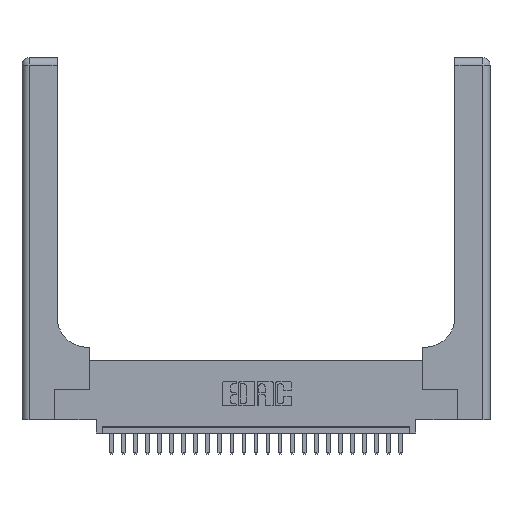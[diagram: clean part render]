
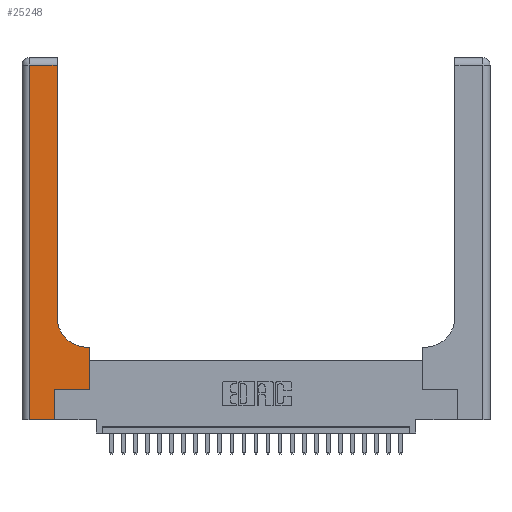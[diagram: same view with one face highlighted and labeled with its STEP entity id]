
A CAD part, top view. The second image highlights one B-rep face of the part: STEP entity #25248.
In plain terms, the highlighted planar face has unit normal (0, 0, 1).
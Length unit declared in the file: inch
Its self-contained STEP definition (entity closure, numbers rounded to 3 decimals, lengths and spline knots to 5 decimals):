
#742 = CARTESIAN_POINT ( 'NONE',  ( 0., 2.94, 0.37 ) ) ;
#798 = VECTOR ( 'NONE', #4921, 39.37008 ) ;
#986 = CARTESIAN_POINT ( 'NONE',  ( 0.06, 3., 0.37 ) ) ;
#1469 = LINE ( 'NONE', #19522, #10744 ) ;
#1640 = EDGE_CURVE ( 'NONE', #18015, #11913, #21780, .T. ) ;
#1868 = LINE ( 'NONE', #742, #9227 ) ;
#2490 = DIRECTION ( 'NONE',  ( 1., 0., 0. ) ) ;
#3207 = CARTESIAN_POINT ( 'NONE',  ( 0.2915, 0.85, 0.37 ) ) ;
#3339 = EDGE_CURVE ( 'NONE', #20193, #4118, #1469, .T. ) ;
#3540 = DIRECTION ( 'NONE',  ( -1., 0., 0. ) ) ;
#3754 = EDGE_CURVE ( 'NONE', #9635, #20193, #25177, .T. ) ;
#3983 = LINE ( 'NONE', #15262, #798 ) ;
#4118 = VERTEX_POINT ( 'NONE', #21509 ) ;
#4319 = ORIENTED_EDGE ( 'NONE', *, *, #1640, .T. ) ;
#4751 = DIRECTION ( 'NONE',  ( 0., 0., -1. ) ) ;
#4921 = DIRECTION ( 'NONE',  ( 0., 1., 0. ) ) ;
#5353 = CARTESIAN_POINT ( 'NONE',  ( 0.269, 0.25, 0.37 ) ) ;
#5603 = EDGE_CURVE ( 'NONE', #11913, #10362, #26340, .T. ) ;
#5671 = CARTESIAN_POINT ( 'NONE',  ( 0.5585, 0.25, 0.37 ) ) ;
#7501 = EDGE_LOOP ( 'NONE', ( #11792, #25648, #20037, #8018, #25833, #4319, #9285, #12669, #9186 ) ) ;
#8018 = ORIENTED_EDGE ( 'NONE', *, *, #3339, .T. ) ;
#8175 = VECTOR ( 'NONE', #18872, 39.37008 ) ;
#8810 = CARTESIAN_POINT ( 'NONE',  ( 0.2915, 3., 0.37 ) ) ;
#9186 = ORIENTED_EDGE ( 'NONE', *, *, #13680, .T. ) ;
#9227 = VECTOR ( 'NONE', #14896, 39.37008 ) ;
#9240 = LINE ( 'NONE', #9730, #24660 ) ;
#9285 = ORIENTED_EDGE ( 'NONE', *, *, #5603, .T. ) ;
#9635 = VERTEX_POINT ( 'NONE', #12905 ) ;
#9730 = CARTESIAN_POINT ( 'NONE',  ( 0.2915, 0.6, 0.37 ) ) ;
#9975 = EDGE_CURVE ( 'NONE', #17626, #9635, #1868, .T. ) ;
#10362 = VERTEX_POINT ( 'NONE', #26432 ) ;
#10710 = DIRECTION ( 'NONE',  ( 0., 0., -1. ) ) ;
#10744 = VECTOR ( 'NONE', #2490, 39.37008 ) ;
#10813 = DIRECTION ( 'NONE',  ( 0., 1., 0. ) ) ;
#11156 = EDGE_CURVE ( 'NONE', #22349, #17626, #25545, .T. ) ;
#11780 = VECTOR ( 'NONE', #10813, 39.37008 ) ;
#11792 = ORIENTED_EDGE ( 'NONE', *, *, #11156, .T. ) ;
#11913 = VERTEX_POINT ( 'NONE', #5671 ) ;
#12146 = EDGE_CURVE ( 'NONE', #4118, #18015, #3983, .T. ) ;
#12669 = ORIENTED_EDGE ( 'NONE', *, *, #20868, .T. ) ;
#12905 = CARTESIAN_POINT ( 'NONE',  ( 0.06, 2.94, 0.37 ) ) ;
#13132 = CARTESIAN_POINT ( 'NONE',  ( 0.269, 0.25, 0.37 ) ) ;
#13680 = EDGE_CURVE ( 'NONE', #25667, #22349, #20322, .T. ) ;
#14896 = DIRECTION ( 'NONE',  ( -1., 0., 0. ) ) ;
#15262 = CARTESIAN_POINT ( 'NONE',  ( 0.269, 0., 0.37 ) ) ;
#16986 = CARTESIAN_POINT ( 'NONE',  ( 0., 3., 0.37 ) ) ;
#17626 = VERTEX_POINT ( 'NONE', #18045 ) ;
#17721 = FACE_OUTER_BOUND ( 'NONE', #7501, .T. ) ;
#18015 = VERTEX_POINT ( 'NONE', #5353 ) ;
#18045 = CARTESIAN_POINT ( 'NONE',  ( 0.2915, 2.94, 0.37 ) ) ;
#18330 = VECTOR ( 'NONE', #18804, 39.37008 ) ;
#18395 = CARTESIAN_POINT ( 'NONE',  ( 0.5415, 0.6, 0.37 ) ) ;
#18804 = DIRECTION ( 'NONE',  ( 0., 1., 0. ) ) ;
#18872 = DIRECTION ( 'NONE',  ( 0., -1., 0. ) ) ;
#19271 = DIRECTION ( 'NONE',  ( 1., 0., 0. ) ) ;
#19522 = CARTESIAN_POINT ( 'NONE',  ( 0., 0., 0.37 ) ) ;
#19870 = VECTOR ( 'NONE', #19271, 39.37008 ) ;
#20037 = ORIENTED_EDGE ( 'NONE', *, *, #3754, .T. ) ;
#20193 = VERTEX_POINT ( 'NONE', #22424 ) ;
#20322 = CIRCLE ( 'NONE', #22197, 0.25 ) ;
#20817 = CARTESIAN_POINT ( 'NONE',  ( 0.5415, 0.85, 0.37 ) ) ;
#20868 = EDGE_CURVE ( 'NONE', #10362, #25667, #9240, .T. ) ;
#21147 = DIRECTION ( 'NONE',  ( -1., 0., 0. ) ) ;
#21509 = CARTESIAN_POINT ( 'NONE',  ( 0.269, 0., 0.37 ) ) ;
#21780 = LINE ( 'NONE', #13132, #19870 ) ;
#22197 = AXIS2_PLACEMENT_3D ( 'NONE', #20817, #10710, #25060 ) ;
#22349 = VERTEX_POINT ( 'NONE', #3207 ) ;
#22378 = AXIS2_PLACEMENT_3D ( 'NONE', #16986, #4751, #21147 ) ;
#22424 = CARTESIAN_POINT ( 'NONE',  ( 0.06, 0., 0.37 ) ) ;
#23364 = PLANE ( 'NONE',  #22378 ) ;
#24660 = VECTOR ( 'NONE', #3540, 39.37008 ) ;
#25060 = DIRECTION ( 'NONE',  ( 1., 0., 0. ) ) ;
#25177 = LINE ( 'NONE', #986, #8175 ) ;
#25248 = ADVANCED_FACE ( 'NONE', ( #17721 ), #23364, .F. ) ;
#25545 = LINE ( 'NONE', #8810, #11780 ) ;
#25648 = ORIENTED_EDGE ( 'NONE', *, *, #9975, .T. ) ;
#25667 = VERTEX_POINT ( 'NONE', #18395 ) ;
#25833 = ORIENTED_EDGE ( 'NONE', *, *, #12146, .T. ) ;
#26332 = CARTESIAN_POINT ( 'NONE',  ( 0.5585, 0.25, 0.37 ) ) ;
#26340 = LINE ( 'NONE', #26332, #18330 ) ;
#26432 = CARTESIAN_POINT ( 'NONE',  ( 0.5585, 0.6, 0.37 ) ) ;
